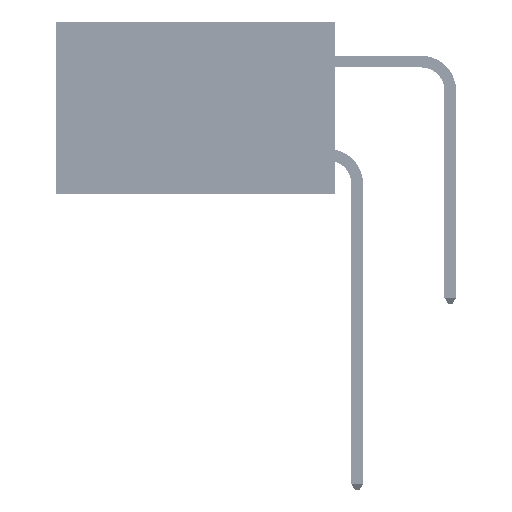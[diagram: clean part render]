
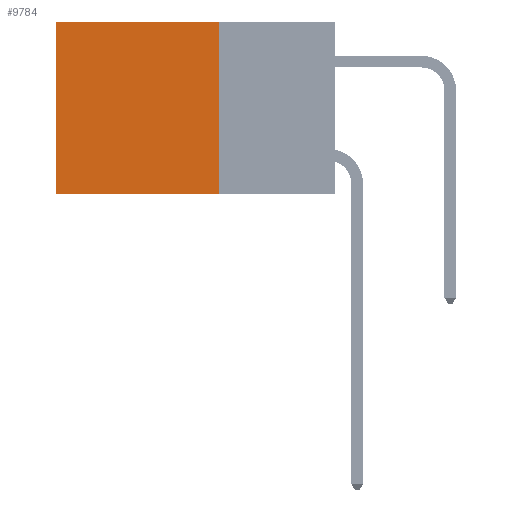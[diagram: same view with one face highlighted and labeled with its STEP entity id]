
A CAD part, left-side view. The second image highlights one B-rep face of the part: STEP entity #9784.
In plain terms, the highlighted planar face has unit normal (-1, 0, 0).
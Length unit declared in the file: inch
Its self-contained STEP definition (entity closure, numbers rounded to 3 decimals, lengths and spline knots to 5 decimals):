
#551 = DIRECTION ( 'NONE',  ( 0., 0., -1. ) ) ;
#3312 = EDGE_CURVE ( 'NONE', #12775, #5621, #15698, .T. ) ;
#4357 = CARTESIAN_POINT ( 'NONE',  ( 0.2875, 0.25, 0. ) ) ;
#5122 = PLANE ( 'NONE',  #49579 ) ;
#5621 = VERTEX_POINT ( 'NONE', #11277 ) ;
#9784 = ADVANCED_FACE ( 'NONE', ( #39061 ), #5122, .F. ) ;
#11277 = CARTESIAN_POINT ( 'NONE',  ( 0.2875, 0.6, -0.37 ) ) ;
#12775 = VERTEX_POINT ( 'NONE', #34202 ) ;
#13887 = CARTESIAN_POINT ( 'NONE',  ( 0.2875, 0.6, 0. ) ) ;
#14691 = ORIENTED_EDGE ( 'NONE', *, *, #3312, .F. ) ;
#15698 = LINE ( 'NONE', #19257, #27500 ) ;
#18959 = EDGE_CURVE ( 'NONE', #37131, #12775, #34959, .T. ) ;
#18986 = DIRECTION ( 'NONE',  ( 0., 0., -1. ) ) ;
#19257 = CARTESIAN_POINT ( 'NONE',  ( 0.2875, 0.25, -0.37 ) ) ;
#20188 = VECTOR ( 'NONE', #18986, 39.37008 ) ;
#22592 = ORIENTED_EDGE ( 'NONE', *, *, #18959, .F. ) ;
#25858 = DIRECTION ( 'NONE',  ( 0., 1., 0. ) ) ;
#27500 = VECTOR ( 'NONE', #34723, 39.37008 ) ;
#27732 = CARTESIAN_POINT ( 'NONE',  ( 0.2875, 0.6, 0. ) ) ;
#29851 = DIRECTION ( 'NONE',  ( 0., 0., -1. ) ) ;
#30404 = CARTESIAN_POINT ( 'NONE',  ( 0.2875, 0.25, 0. ) ) ;
#30878 = VECTOR ( 'NONE', #29851, 39.37008 ) ;
#33876 = VECTOR ( 'NONE', #25858, 39.37008 ) ;
#34124 = CARTESIAN_POINT ( 'NONE',  ( 0.2875, 0.25, 0. ) ) ;
#34202 = CARTESIAN_POINT ( 'NONE',  ( 0.2875, 0.25, -0.37 ) ) ;
#34723 = DIRECTION ( 'NONE',  ( 0., 1., 0. ) ) ;
#34959 = LINE ( 'NONE', #30404, #20188 ) ;
#35259 = DIRECTION ( 'NONE',  ( 1., 0., 0. ) ) ;
#36681 = LINE ( 'NONE', #13887, #30878 ) ;
#37131 = VERTEX_POINT ( 'NONE', #34124 ) ;
#38207 = CARTESIAN_POINT ( 'NONE',  ( 0.2875, 0.25, 0. ) ) ;
#39061 = FACE_OUTER_BOUND ( 'NONE', #47427, .T. ) ;
#40275 = VERTEX_POINT ( 'NONE', #27732 ) ;
#41024 = LINE ( 'NONE', #38207, #33876 ) ;
#41058 = ORIENTED_EDGE ( 'NONE', *, *, #43755, .T. ) ;
#43755 = EDGE_CURVE ( 'NONE', #37131, #40275, #41024, .T. ) ;
#45029 = ORIENTED_EDGE ( 'NONE', *, *, #49743, .T. ) ;
#47427 = EDGE_LOOP ( 'NONE', ( #45029, #14691, #22592, #41058 ) ) ;
#49579 = AXIS2_PLACEMENT_3D ( 'NONE', #4357, #35259, #551 ) ;
#49743 = EDGE_CURVE ( 'NONE', #40275, #5621, #36681, .T. ) ;
